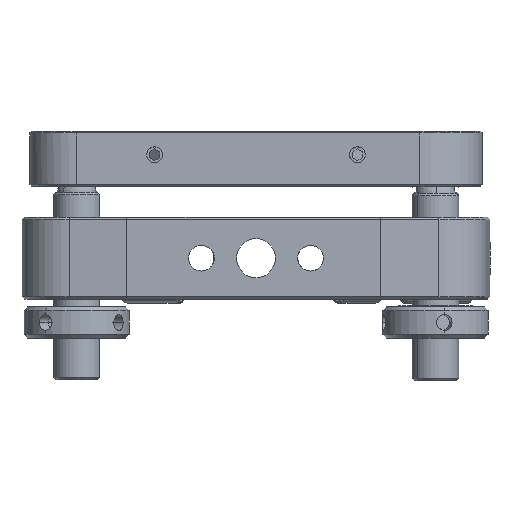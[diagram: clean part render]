
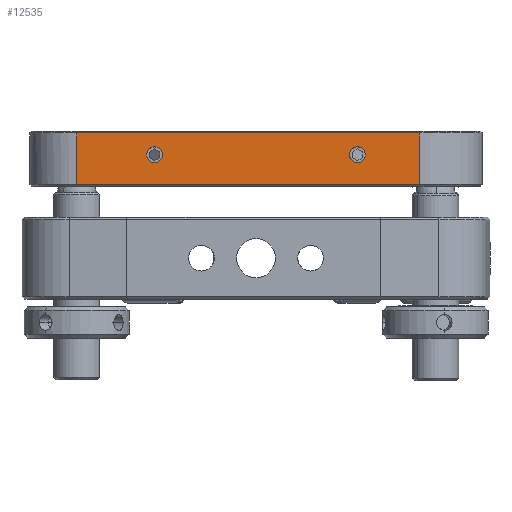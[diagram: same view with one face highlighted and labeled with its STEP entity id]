
A CAD part, front view. The second image highlights one B-rep face of the part: STEP entity #12535.
In plain terms, the highlighted planar face has unit normal (0, -1, 0).
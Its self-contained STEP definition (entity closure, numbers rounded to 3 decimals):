
#247 = LINE ( 'NONE', #10783, #13514 ) ;
#528 = CIRCLE ( 'NONE', #11184, 1.025 ) ;
#633 = LINE ( 'NONE', #12973, #15954 ) ;
#745 = CARTESIAN_POINT ( 'NONE',  ( -23., -29., 0.05 ) ) ;
#866 = EDGE_LOOP ( 'NONE', ( #3050, #12083 ) ) ;
#1192 = ORIENTED_EDGE ( 'NONE', *, *, #16637, .T. ) ;
#1844 = VERTEX_POINT ( 'NONE', #745 ) ;
#2065 = PLANE ( 'NONE',  #11728 ) ;
#2442 = DIRECTION ( 'NONE',  ( 0., 0., -1. ) ) ;
#2566 = VERTEX_POINT ( 'NONE', #10851 ) ;
#2690 = CARTESIAN_POINT ( 'NONE',  ( 13., -29., -2.75 ) ) ;
#2732 = AXIS2_PLACEMENT_3D ( 'NONE', #4114, #5412, #9275 ) ;
#3050 = ORIENTED_EDGE ( 'NONE', *, *, #5809, .F. ) ;
#3521 = ORIENTED_EDGE ( 'NONE', *, *, #6785, .F. ) ;
#3578 = CARTESIAN_POINT ( 'NONE',  ( 21., -29., -6.55 ) ) ;
#3840 = EDGE_CURVE ( 'NONE', #2566, #13206, #9141, .T. ) ;
#3948 = AXIS2_PLACEMENT_3D ( 'NONE', #7739, #10607, #11949 ) ;
#4114 = CARTESIAN_POINT ( 'NONE',  ( -13., -29., -2.75 ) ) ;
#4273 = VERTEX_POINT ( 'NONE', #12880 ) ;
#4594 = CARTESIAN_POINT ( 'NONE',  ( 13., -29., -3.775 ) ) ;
#4683 = CARTESIAN_POINT ( 'NONE',  ( 29., -29., -6.75 ) ) ;
#4942 = EDGE_LOOP ( 'NONE', ( #14912, #6343, #7044, #1192 ) ) ;
#5149 = DIRECTION ( 'NONE',  ( 0., 0., 1. ) ) ;
#5412 = DIRECTION ( 'NONE',  ( 0., -1., 0. ) ) ;
#5809 = EDGE_CURVE ( 'NONE', #4273, #6895, #16289, .T. ) ;
#6117 = DIRECTION ( 'NONE',  ( 0., -1., 0. ) ) ;
#6169 = CARTESIAN_POINT ( 'NONE',  ( 13., -29., -1.725 ) ) ;
#6343 = ORIENTED_EDGE ( 'NONE', *, *, #3840, .T. ) ;
#6344 = EDGE_LOOP ( 'NONE', ( #3521, #9378 ) ) ;
#6785 = EDGE_CURVE ( 'NONE', #12208, #13151, #528, .T. ) ;
#6895 = VERTEX_POINT ( 'NONE', #14022 ) ;
#6981 = AXIS2_PLACEMENT_3D ( 'NONE', #2690, #9486, #13406 ) ;
#7044 = ORIENTED_EDGE ( 'NONE', *, *, #16331, .T. ) ;
#7615 = DIRECTION ( 'NONE',  ( 1., 0., 0. ) ) ;
#7739 = CARTESIAN_POINT ( 'NONE',  ( -13., -29., -2.75 ) ) ;
#8387 = CIRCLE ( 'NONE', #6981, 1.025 ) ;
#8646 = FACE_BOUND ( 'NONE', #6344, .T. ) ;
#8670 = CARTESIAN_POINT ( 'NONE',  ( 13., -29., -2.75 ) ) ;
#8801 = DIRECTION ( 'NONE',  ( 0., 0., 1. ) ) ;
#9141 = LINE ( 'NONE', #3578, #9969 ) ;
#9275 = DIRECTION ( 'NONE',  ( 0., 0., 1. ) ) ;
#9378 = ORIENTED_EDGE ( 'NONE', *, *, #14079, .F. ) ;
#9486 = DIRECTION ( 'NONE',  ( 0., -1., 0. ) ) ;
#9837 = DIRECTION ( 'NONE',  ( 0., 0., -1. ) ) ;
#9969 = VECTOR ( 'NONE', #7615, 1000. ) ;
#10607 = DIRECTION ( 'NONE',  ( 0., -1., 0. ) ) ;
#10639 = LINE ( 'NONE', #12867, #15577 ) ;
#10783 = CARTESIAN_POINT ( 'NONE',  ( 29., -29., 0.05 ) ) ;
#10851 = CARTESIAN_POINT ( 'NONE',  ( -23., -29., -6.55 ) ) ;
#11184 = AXIS2_PLACEMENT_3D ( 'NONE', #8670, #6117, #8801 ) ;
#11728 = AXIS2_PLACEMENT_3D ( 'NONE', #4683, #12498, #9837 ) ;
#11949 = DIRECTION ( 'NONE',  ( 0., 0., 1. ) ) ;
#12083 = ORIENTED_EDGE ( 'NONE', *, *, #17099, .F. ) ;
#12208 = VERTEX_POINT ( 'NONE', #6169 ) ;
#12498 = DIRECTION ( 'NONE',  ( 0., 1., 0. ) ) ;
#12535 = ADVANCED_FACE ( 'NONE', ( #8646, #16494, #13220 ), #2065, .F. ) ;
#12867 = CARTESIAN_POINT ( 'NONE',  ( 21., -29., -6.75 ) ) ;
#12880 = CARTESIAN_POINT ( 'NONE',  ( -13., -29., -1.725 ) ) ;
#12973 = CARTESIAN_POINT ( 'NONE',  ( -23., -29., -6.75 ) ) ;
#13151 = VERTEX_POINT ( 'NONE', #4594 ) ;
#13206 = VERTEX_POINT ( 'NONE', #16378 ) ;
#13220 = FACE_OUTER_BOUND ( 'NONE', #4942, .T. ) ;
#13406 = DIRECTION ( 'NONE',  ( 0., 0., 1. ) ) ;
#13514 = VECTOR ( 'NONE', #13671, 1000. ) ;
#13671 = DIRECTION ( 'NONE',  ( -1., 0., 0. ) ) ;
#14022 = CARTESIAN_POINT ( 'NONE',  ( -13., -29., -3.775 ) ) ;
#14079 = EDGE_CURVE ( 'NONE', #13151, #12208, #8387, .T. ) ;
#14699 = CARTESIAN_POINT ( 'NONE',  ( 21., -29., 0.05 ) ) ;
#14912 = ORIENTED_EDGE ( 'NONE', *, *, #17014, .T. ) ;
#15128 = CIRCLE ( 'NONE', #2732, 1.025 ) ;
#15161 = VERTEX_POINT ( 'NONE', #14699 ) ;
#15577 = VECTOR ( 'NONE', #5149, 1000. ) ;
#15954 = VECTOR ( 'NONE', #2442, 1000. ) ;
#16289 = CIRCLE ( 'NONE', #3948, 1.025 ) ;
#16331 = EDGE_CURVE ( 'NONE', #13206, #15161, #10639, .T. ) ;
#16378 = CARTESIAN_POINT ( 'NONE',  ( 21., -29., -6.55 ) ) ;
#16494 = FACE_BOUND ( 'NONE', #866, .T. ) ;
#16637 = EDGE_CURVE ( 'NONE', #15161, #1844, #247, .T. ) ;
#17014 = EDGE_CURVE ( 'NONE', #1844, #2566, #633, .T. ) ;
#17099 = EDGE_CURVE ( 'NONE', #6895, #4273, #15128, .T. ) ;
